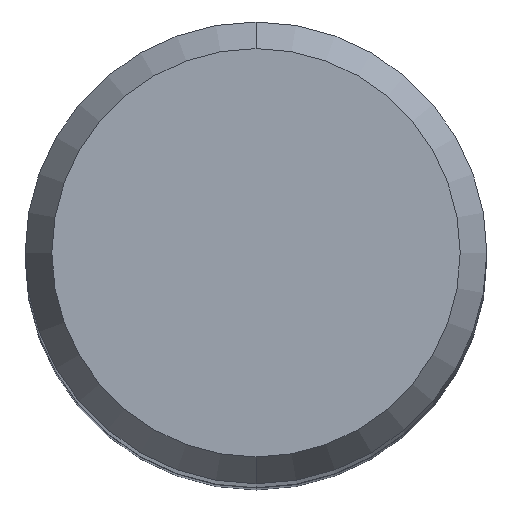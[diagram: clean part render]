
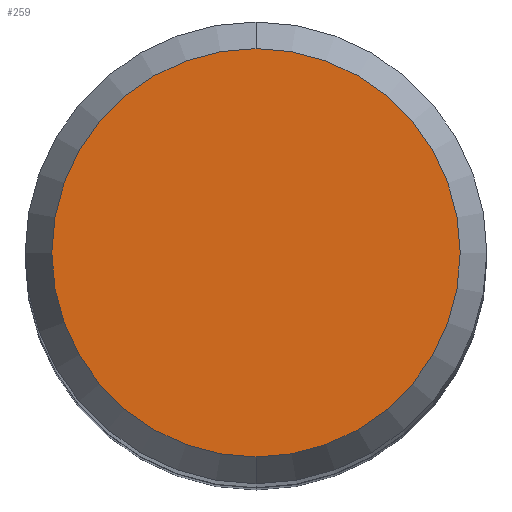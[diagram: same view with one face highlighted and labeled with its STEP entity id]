
A CAD part, top view. The second image highlights one B-rep face of the part: STEP entity #259.
In plain terms, the highlighted planar face has unit normal (0, 0, 1).
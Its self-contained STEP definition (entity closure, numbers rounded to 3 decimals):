
#237=VERTEX_POINT('',#599);
#259=ADVANCED_FACE('',(#623),#624,.T.);
#337=EDGE_CURVE('',#237,#427,#714,.T.);
#427=VERTEX_POINT('',#813);
#437=EDGE_CURVE('',#427,#237,#825,.T.);
#599=CARTESIAN_POINT('',(0.0,3.538,0.0));
#623=FACE_OUTER_BOUND('',#1046,.T.);
#624=PLANE('',#1047);
#714=CIRCLE('',#1199,3.538);
#813=CARTESIAN_POINT('',(0.,-3.538,0.0));
#825=CIRCLE('',#1427,3.538);
#1046=EDGE_LOOP('',(#1722,#1723));
#1047=AXIS2_PLACEMENT_3D('',#1724,#1725,#1726);
#1199=AXIS2_PLACEMENT_3D('',#1851,#1852,#1853);
#1427=AXIS2_PLACEMENT_3D('',#1984,#1985,#1986);
#1722=ORIENTED_EDGE('',*,*,#337,.F.);
#1723=ORIENTED_EDGE('',*,*,#437,.F.);
#1724=CARTESIAN_POINT('',(0.0,1.769,0.0));
#1725=DIRECTION('',(-0.0,0.0,1.0));
#1726=DIRECTION('',(0.0,-1.0,0.0));
#1851=CARTESIAN_POINT('',(0.0,0.0,0.0));
#1852=DIRECTION('',(0.0,0.0,-1.0));
#1853=DIRECTION('',(0.0,1.0,0.0));
#1984=CARTESIAN_POINT('',(0.0,0.0,0.0));
#1985=DIRECTION('',(0.0,0.0,-1.0));
#1986=DIRECTION('',(0.0,1.0,0.0));
